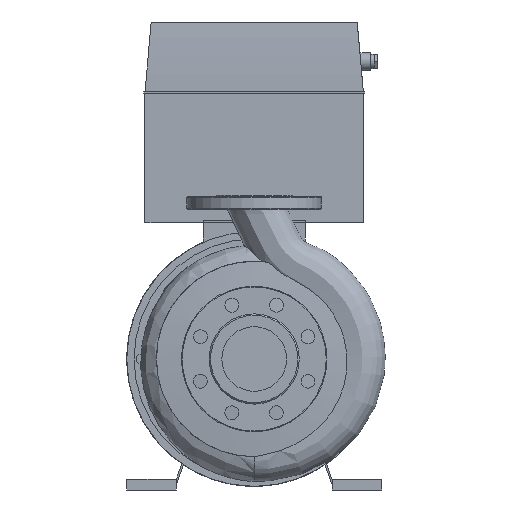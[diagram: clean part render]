
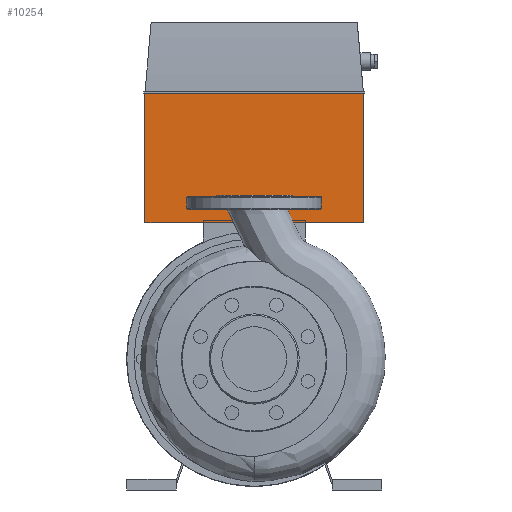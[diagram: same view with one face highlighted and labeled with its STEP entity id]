
A CAD part, left-side view. The second image highlights one B-rep face of the part: STEP entity #10254.
In plain terms, the highlighted planar face has unit normal (-1, 0, 0).
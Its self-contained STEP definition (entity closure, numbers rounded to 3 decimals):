
#933=LINE('',#21872,#1836);
#940=LINE('',#21890,#1843);
#943=LINE('',#21896,#1846);
#944=LINE('',#21897,#1847);
#1836=VECTOR('',#14096,10.);
#1843=VECTOR('',#14121,10.);
#1846=VECTOR('',#14126,10.);
#1847=VECTOR('',#14127,10.);
#2339=PLANE('',#11262);
#3077=FACE_OUTER_BOUND('',#3799,.T.);
#3799=EDGE_LOOP('',(#9462,#9463,#9464,#9465));
#5197=VERTEX_POINT('',#21868);
#5199=VERTEX_POINT('',#21871);
#5201=VERTEX_POINT('',#21889);
#5203=VERTEX_POINT('',#21895);
#6617=EDGE_CURVE('',#5199,#5197,#933,.T.);
#6626=EDGE_CURVE('',#5201,#5199,#940,.T.);
#6629=EDGE_CURVE('',#5197,#5203,#943,.T.);
#6630=EDGE_CURVE('',#5203,#5201,#944,.T.);
#9462=ORIENTED_EDGE('',*,*,#6617,.T.);
#9463=ORIENTED_EDGE('',*,*,#6629,.T.);
#9464=ORIENTED_EDGE('',*,*,#6630,.T.);
#9465=ORIENTED_EDGE('',*,*,#6626,.T.);
#10254=ADVANCED_FACE('',(#3077),#2339,.T.);
#11262=AXIS2_PLACEMENT_3D('',#21894,#14124,#14125);
#14096=DIRECTION('',(0.,1.,0.));
#14121=DIRECTION('',(0.,0.,1.));
#14124=DIRECTION('center_axis',(-1.,0.,0.));
#14125=DIRECTION('ref_axis',(0.,0.,1.));
#14126=DIRECTION('',(0.,0.,-1.));
#14127=DIRECTION('',(0.,-1.,0.));
#21868=CARTESIAN_POINT('',(322.7,150.,545.4));
#21871=CARTESIAN_POINT('',(322.7,-150.,545.4));
#21872=CARTESIAN_POINT('',(322.7,0.,545.4));
#21889=CARTESIAN_POINT('',(322.7,-150.,367.));
#21890=CARTESIAN_POINT('',(322.7,-150.,367.));
#21894=CARTESIAN_POINT('Origin',(322.7,0.,546.4));
#21895=CARTESIAN_POINT('',(322.7,150.,367.));
#21896=CARTESIAN_POINT('',(322.7,150.,367.));
#21897=CARTESIAN_POINT('',(322.7,0.,367.));
